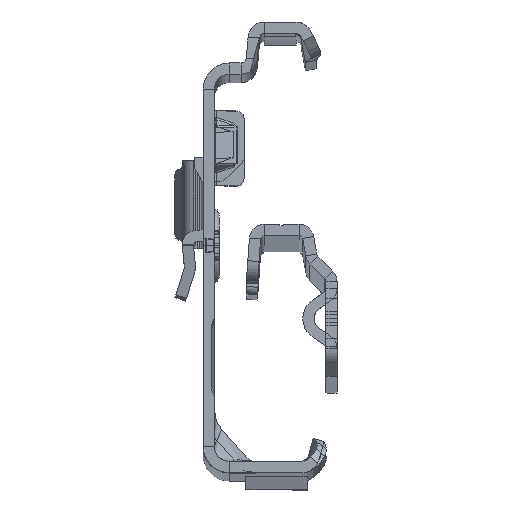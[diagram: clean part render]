
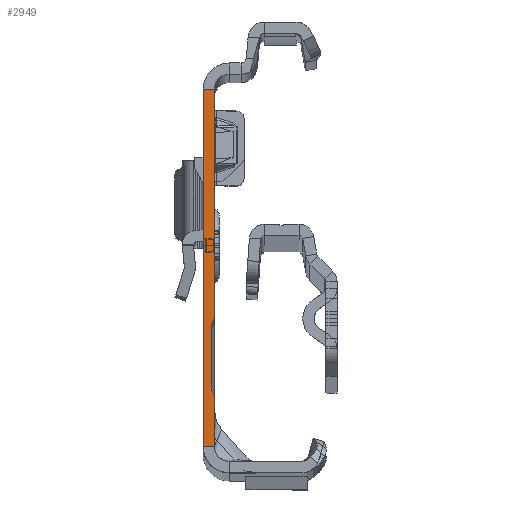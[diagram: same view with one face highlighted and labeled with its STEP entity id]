
A CAD part, top view. The second image highlights one B-rep face of the part: STEP entity #2949.
In plain terms, the highlighted planar face has unit normal (0, 0, 1).
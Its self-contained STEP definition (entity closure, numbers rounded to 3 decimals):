
#15 = DIRECTION ( 'NONE',  ( 0., -1., 0. ) ) ;
#141 = CARTESIAN_POINT ( 'NONE',  ( 0., 24.135, 0. ) ) ;
#369 = CARTESIAN_POINT ( 'NONE',  ( 0., -25.865, 0. ) ) ;
#514 = DIRECTION ( 'NONE',  ( -1., 0., 0. ) ) ;
#804 = CARTESIAN_POINT ( 'NONE',  ( -2.5, -19.499, 0. ) ) ;
#849 = DIRECTION ( 'NONE',  ( -1., 0., 0. ) ) ;
#1248 = LINE ( 'NONE', #26699, #17350 ) ;
#1618 = ORIENTED_EDGE ( 'NONE', *, *, #9664, .F. ) ;
#1809 = EDGE_LOOP ( 'NONE', ( #18712, #13389, #11156, #4467, #10548, #1618, #2140, #4857, #21570, #13676, #14248, #9193 ) ) ;
#1833 = LINE ( 'NONE', #18604, #26032 ) ;
#2140 = ORIENTED_EDGE ( 'NONE', *, *, #10394, .F. ) ;
#2293 = VERTEX_POINT ( 'NONE', #26123 ) ;
#2949 = ADVANCED_FACE ( 'NONE', ( #17296 ), #10365, .T. ) ;
#3118 = VERTEX_POINT ( 'NONE', #17572 ) ;
#3120 = DIRECTION ( 'NONE',  ( 0., 0., -1. ) ) ;
#3233 = EDGE_CURVE ( 'NONE', #16511, #6319, #1248, .T. ) ;
#4098 = DIRECTION ( 'NONE',  ( 0., 0., 1. ) ) ;
#4277 = DIRECTION ( 'NONE',  ( 0., 0., 1. ) ) ;
#4400 = EDGE_CURVE ( 'NONE', #5762, #3118, #5521, .T. ) ;
#4467 = ORIENTED_EDGE ( 'NONE', *, *, #25393, .T. ) ;
#4547 = CARTESIAN_POINT ( 'NONE',  ( -1.5, 24.135, 0. ) ) ;
#4683 = CARTESIAN_POINT ( 'NONE',  ( 0., -19.499, 0. ) ) ;
#4718 = AXIS2_PLACEMENT_3D ( 'NONE', #4547, #4277, #25348 ) ;
#4736 = CARTESIAN_POINT ( 'NONE',  ( 0., -25.865, 0. ) ) ;
#4857 = ORIENTED_EDGE ( 'NONE', *, *, #18739, .F. ) ;
#5315 = EDGE_CURVE ( 'NONE', #9823, #2293, #7555, .T. ) ;
#5521 = LINE ( 'NONE', #7584, #25994 ) ;
#5762 = VERTEX_POINT ( 'NONE', #26220 ) ;
#5775 = EDGE_CURVE ( 'NONE', #14946, #6753, #24048, .T. ) ;
#6182 = CARTESIAN_POINT ( 'NONE',  ( 0.6, -17.865, 0. ) ) ;
#6319 = VERTEX_POINT ( 'NONE', #19641 ) ;
#6388 = AXIS2_PLACEMENT_3D ( 'NONE', #804, #3120, #15453 ) ;
#6753 = VERTEX_POINT ( 'NONE', #22100 ) ;
#6852 = CARTESIAN_POINT ( 'NONE',  ( -0.234, -18.442, 0. ) ) ;
#7042 = CARTESIAN_POINT ( 'NONE',  ( -2.5, -8.231, 0. ) ) ;
#7243 = VECTOR ( 'NONE', #17220, 1000. ) ;
#7555 = CIRCLE ( 'NONE', #20406, 2.5 ) ;
#7584 = CARTESIAN_POINT ( 'NONE',  ( 0., 22.135, 0. ) ) ;
#9159 = EDGE_CURVE ( 'NONE', #2293, #14519, #1833, .T. ) ;
#9193 = ORIENTED_EDGE ( 'NONE', *, *, #9159, .F. ) ;
#9534 = CARTESIAN_POINT ( 'NONE',  ( 0., -8.231, 0. ) ) ;
#9664 = EDGE_CURVE ( 'NONE', #20300, #14946, #10498, .T. ) ;
#9823 = VERTEX_POINT ( 'NONE', #9534 ) ;
#10365 = PLANE ( 'NONE',  #4718 ) ;
#10394 = EDGE_CURVE ( 'NONE', #24836, #20300, #18811, .T. ) ;
#10498 = LINE ( 'NONE', #18981, #24759 ) ;
#10548 = ORIENTED_EDGE ( 'NONE', *, *, #5775, .F. ) ;
#11156 = ORIENTED_EDGE ( 'NONE', *, *, #4400, .T. ) ;
#11210 = CIRCLE ( 'NONE', #26303, 1. ) ;
#11802 = VECTOR ( 'NONE', #17032, 1000. ) ;
#12190 = CARTESIAN_POINT ( 'NONE',  ( -1.5, 24.135, 0. ) ) ;
#13044 = CARTESIAN_POINT ( 'NONE',  ( -0.234, -18.442, 0. ) ) ;
#13389 = ORIENTED_EDGE ( 'NONE', *, *, #26966, .F. ) ;
#13676 = ORIENTED_EDGE ( 'NONE', *, *, #3233, .F. ) ;
#13679 = CARTESIAN_POINT ( 'NONE',  ( 0.6, -9.865, 0. ) ) ;
#13855 = LINE ( 'NONE', #12190, #17239 ) ;
#14248 = ORIENTED_EDGE ( 'NONE', *, *, #14426, .F. ) ;
#14361 = CARTESIAN_POINT ( 'NONE',  ( -0.306, -9.443, 0. ) ) ;
#14426 = EDGE_CURVE ( 'NONE', #14519, #16511, #11210, .T. ) ;
#14519 = VERTEX_POINT ( 'NONE', #14361 ) ;
#14664 = VERTEX_POINT ( 'NONE', #15166 ) ;
#14946 = VERTEX_POINT ( 'NONE', #4736 ) ;
#15166 = CARTESIAN_POINT ( 'NONE',  ( -0.306, -18.288, 0. ) ) ;
#15453 = DIRECTION ( 'NONE',  ( 1., 0., 0. ) ) ;
#15603 = CARTESIAN_POINT ( 'NONE',  ( -0.4, -9.865, 0. ) ) ;
#16503 = CIRCLE ( 'NONE', #23158, 1. ) ;
#16511 = VERTEX_POINT ( 'NONE', #15603 ) ;
#17032 = DIRECTION ( 'NONE',  ( 0., -1., 0. ) ) ;
#17220 = DIRECTION ( 'NONE',  ( 0.423, -0.906, 0. ) ) ;
#17239 = VECTOR ( 'NONE', #26757, 1000. ) ;
#17296 = FACE_OUTER_BOUND ( 'NONE', #1809, .T. ) ;
#17350 = VECTOR ( 'NONE', #20622, 1000. ) ;
#17572 = CARTESIAN_POINT ( 'NONE',  ( -1.5, 22.135, 0. ) ) ;
#18297 = EDGE_CURVE ( 'NONE', #6319, #14664, #16503, .T. ) ;
#18604 = CARTESIAN_POINT ( 'NONE',  ( -0.234, -9.288, 0. ) ) ;
#18712 = ORIENTED_EDGE ( 'NONE', *, *, #5315, .F. ) ;
#18739 = EDGE_CURVE ( 'NONE', #14664, #24836, #19335, .T. ) ;
#18811 = CIRCLE ( 'NONE', #6388, 2.5 ) ;
#18981 = CARTESIAN_POINT ( 'NONE',  ( 0., 24.135, 0. ) ) ;
#19120 = LINE ( 'NONE', #141, #11802 ) ;
#19335 = LINE ( 'NONE', #13044, #7243 ) ;
#19641 = CARTESIAN_POINT ( 'NONE',  ( -0.4, -17.865, 0. ) ) ;
#20081 = DIRECTION ( 'NONE',  ( 0., 0., -1. ) ) ;
#20300 = VERTEX_POINT ( 'NONE', #4683 ) ;
#20406 = AXIS2_PLACEMENT_3D ( 'NONE', #7042, #20081, #849 ) ;
#20622 = DIRECTION ( 'NONE',  ( 0., -1., 0. ) ) ;
#21570 = ORIENTED_EDGE ( 'NONE', *, *, #18297, .F. ) ;
#21760 = VECTOR ( 'NONE', #514, 1000. ) ;
#22100 = CARTESIAN_POINT ( 'NONE',  ( -1.5, -25.865, 0. ) ) ;
#22167 = DIRECTION ( 'NONE',  ( -1., 0., 0. ) ) ;
#23158 = AXIS2_PLACEMENT_3D ( 'NONE', #6182, #4098, #27372 ) ;
#23997 = DIRECTION ( 'NONE',  ( 0., 0., 1. ) ) ;
#24048 = LINE ( 'NONE', #369, #21760 ) ;
#24759 = VECTOR ( 'NONE', #15, 1000. ) ;
#24836 = VERTEX_POINT ( 'NONE', #6852 ) ;
#25348 = DIRECTION ( 'NONE',  ( 0., -1., 0. ) ) ;
#25393 = EDGE_CURVE ( 'NONE', #3118, #6753, #13855, .T. ) ;
#25994 = VECTOR ( 'NONE', #26704, 1000. ) ;
#26032 = VECTOR ( 'NONE', #27302, 1000. ) ;
#26123 = CARTESIAN_POINT ( 'NONE',  ( -0.234, -9.288, 0. ) ) ;
#26220 = CARTESIAN_POINT ( 'NONE',  ( 0., 22.135, 0. ) ) ;
#26303 = AXIS2_PLACEMENT_3D ( 'NONE', #13679, #23997, #22167 ) ;
#26699 = CARTESIAN_POINT ( 'NONE',  ( -0.4, -9.865, 0. ) ) ;
#26704 = DIRECTION ( 'NONE',  ( -1., 0., 0. ) ) ;
#26757 = DIRECTION ( 'NONE',  ( 0., -1., 0. ) ) ;
#26966 = EDGE_CURVE ( 'NONE', #5762, #9823, #19120, .T. ) ;
#27302 = DIRECTION ( 'NONE',  ( -0.423, -0.906, 0. ) ) ;
#27372 = DIRECTION ( 'NONE',  ( 1., 0., 0. ) ) ;
